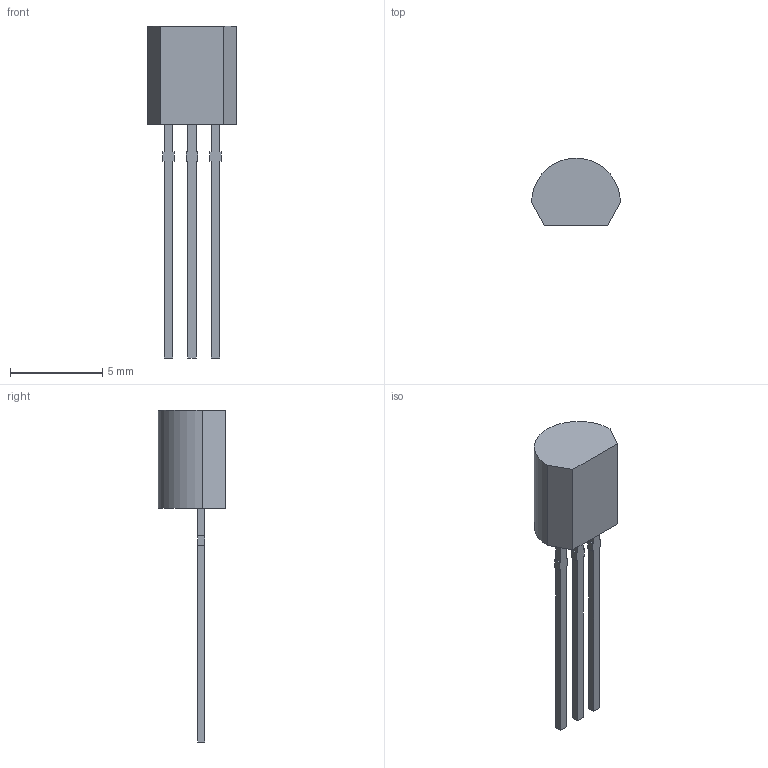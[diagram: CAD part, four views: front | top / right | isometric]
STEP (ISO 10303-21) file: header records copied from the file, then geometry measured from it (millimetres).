
FILE_DESCRIPTION(/* description */ (''),/* implementation_level */ '2;1');
FILE_NAME(/* name */ 'TO-92-3.step',/* time_stamp */ '2021-09-23T18:16:17+03:00',/* author */ (''),/* organization */ (''),/* preprocessor_version */ 'ST-DEVELOPER v18.1',/* originating_system */ 'Autodesk Translation Framework v10.10.0.1391',/* authorisation */ '');
FILE_SCHEMA (('AUTOMOTIVE_DESIGN { 1 0 10303 214 3 1 1 }'));
Length unit declared in the file: millimetre
Products named in the file (1): (Unsaved)
Bounding box: 4.83 x 3.68 x 18.04 mm (x, y, z)
Volume: 83.8 mm3; surface area: 170 mm2
Topology: 4 solids, 4 shells, 48 faces, 120 edges, 80 vertices
Faces by surface type: plane 47, cylinder 1
Entity records: 1450 total; most frequent: CARTESIAN_POINT 249, ORIENTED_EDGE 240, DIRECTION 220, EDGE_CURVE 120, LINE 118, VECTOR 118, VERTEX_POINT 80, AXIS2_PLACEMENT_3D 51
